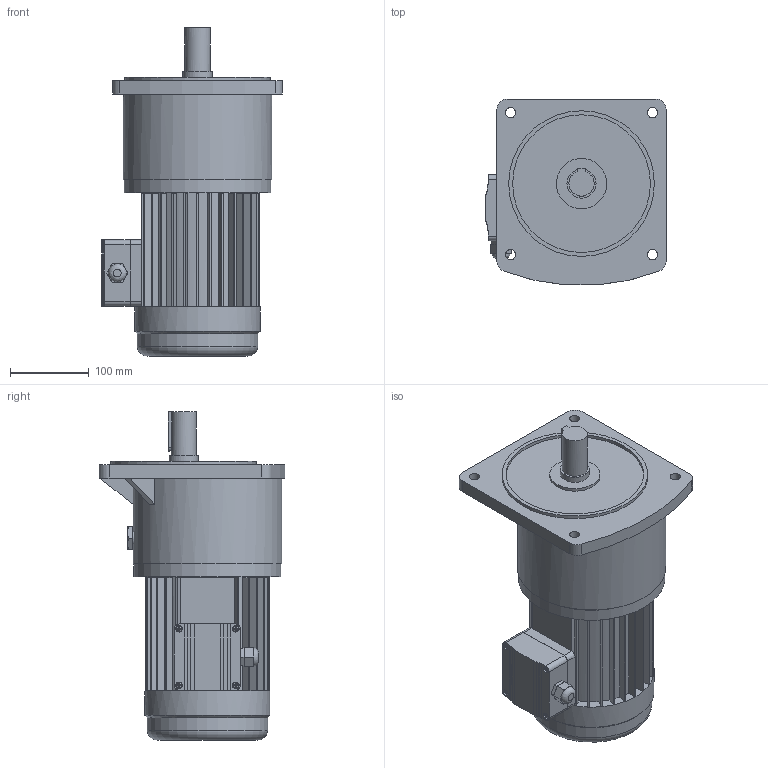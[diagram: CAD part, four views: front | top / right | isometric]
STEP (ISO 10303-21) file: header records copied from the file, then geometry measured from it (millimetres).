
FILE_DESCRIPTION(/* description */ (''),/* implementation_level */ '2;1');
FILE_NAME(/* name */ 'GV立式附三相、单相铝壳（刹车）齿轮减速马达[GV-32-750W-100-S-A法兰-G1-LD-VO].stp',/* time_stamp */ '2022-01-11T09:10:21+08:00',/* author */ ('Administrator'),/* organization */ (''),/* preprocessor_version */ 'ST-DEVELOPER v15.2',/* originating_system */ 'Autodesk Inventor 2014',/* authorisation */ '');
FILE_SCHEMA (('AUTOMOTIVE_DESIGN { 1 0 10303 214 3 1 1 }'));
Length unit declared in the file: millimetre
Products named in the file (1): [GV-32-750W-100-S-A法兰-G1-LD-VO]
Bounding box: 229.05 x 236.25 x 417 mm (x, y, z)
Volume: 8222382.2 mm3; surface area: 429442.5 mm2
Topology: 3 solids, 3 shells, 540 faces, 1365 edges, 900 vertices
Faces by surface type: plane 474, cylinder 49, cone 7, torus 5, sphere 4, bspline 1
Full cylindrical faces by diameter (mm): 8 x4, 8.5 x4, 13 x4, 19.35 x1, 26 x4, 32 x1, 36.98 x1, 64 x1, 135.15 x1, 153 x1, 159 x1, 175 x1, 185 x1, 186.6 x1, 188.6 x1
Entity records: 15882 total; most frequent: CARTESIAN_POINT 2825, ORIENTED_EDGE 2642, DIRECTION 2608, EDGE_CURVE 1321, LINE 1084, VECTOR 1084, VERTEX_POINT 893, AXIS2_PLACEMENT_3D 762
